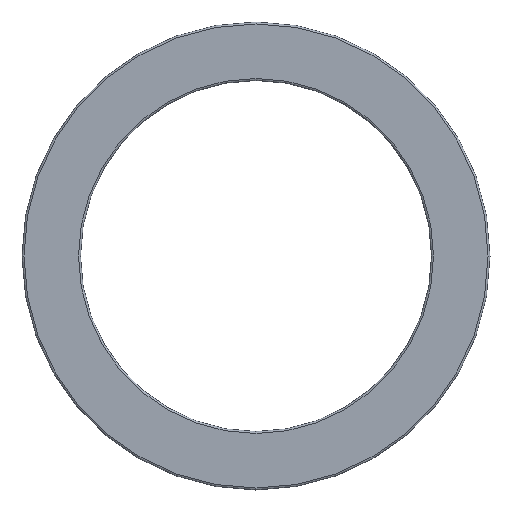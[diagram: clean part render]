
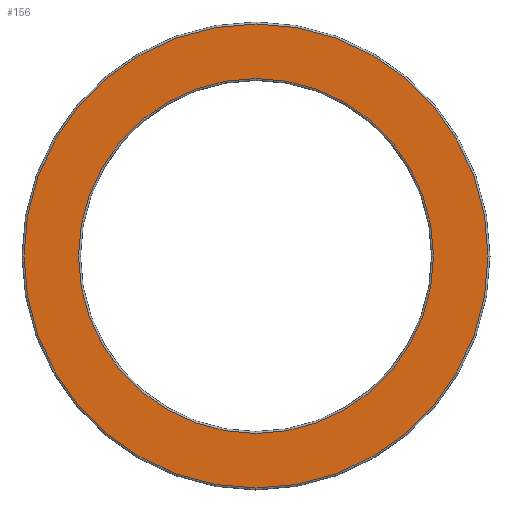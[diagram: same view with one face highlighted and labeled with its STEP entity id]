
A CAD part, left-side view. The second image highlights one B-rep face of the part: STEP entity #156.
In plain terms, the highlighted planar face has unit normal (-1, 0, 0).
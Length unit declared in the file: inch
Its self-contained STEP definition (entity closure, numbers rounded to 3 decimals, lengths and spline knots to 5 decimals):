
#7 = EDGE_CURVE ( 'NONE', #711, #711, #796, .T. ) ;
#47 = EDGE_LOOP ( 'NONE', ( #816 ) ) ;
#80 = FACE_OUTER_BOUND ( 'NONE', #47, .T. ) ;
#149 = DIRECTION ( 'NONE',  ( -1., 0., 0. ) ) ;
#150 = AXIS2_PLACEMENT_3D ( 'NONE', #664, #149, #470 ) ;
#156 = ADVANCED_FACE ( 'NONE', ( #600, #80 ), #169, .F. ) ;
#169 = PLANE ( 'NONE',  #412 ) ;
#218 = ORIENTED_EDGE ( 'NONE', *, *, #617, .F. ) ;
#231 = CARTESIAN_POINT ( 'NONE',  ( -0.433, 0., 2.342 ) ) ;
#264 = DIRECTION ( 'NONE',  ( 0., 0., 1. ) ) ;
#315 = CARTESIAN_POINT ( 'NONE',  ( -0.433, 0., 0. ) ) ;
#328 = CARTESIAN_POINT ( 'NONE',  ( -0.433, 0., 0. ) ) ;
#412 = AXIS2_PLACEMENT_3D ( 'NONE', #315, #622, #806 ) ;
#448 = CARTESIAN_POINT ( 'NONE',  ( -0.433, 0., 1.7915 ) ) ;
#470 = DIRECTION ( 'NONE',  ( 0., 0., 1. ) ) ;
#515 = AXIS2_PLACEMENT_3D ( 'NONE', #328, #770, #264 ) ;
#550 = CIRCLE ( 'NONE', #150, 1.7915 ) ;
#565 = VERTEX_POINT ( 'NONE', #448 ) ;
#575 = EDGE_LOOP ( 'NONE', ( #218 ) ) ;
#600 = FACE_BOUND ( 'NONE', #575, .T. ) ;
#617 = EDGE_CURVE ( 'NONE', #565, #565, #550, .T. ) ;
#622 = DIRECTION ( 'NONE',  ( 1., 0., 0. ) ) ;
#664 = CARTESIAN_POINT ( 'NONE',  ( -0.433, 0., 0. ) ) ;
#711 = VERTEX_POINT ( 'NONE', #231 ) ;
#770 = DIRECTION ( 'NONE',  ( -1., 0., 0. ) ) ;
#796 = CIRCLE ( 'NONE', #515, 2.342 ) ;
#806 = DIRECTION ( 'NONE',  ( 0., 0., -1. ) ) ;
#816 = ORIENTED_EDGE ( 'NONE', *, *, #7, .T. ) ;
